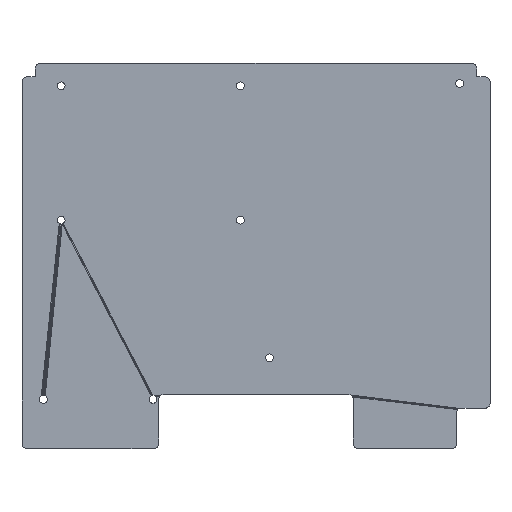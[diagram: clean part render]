
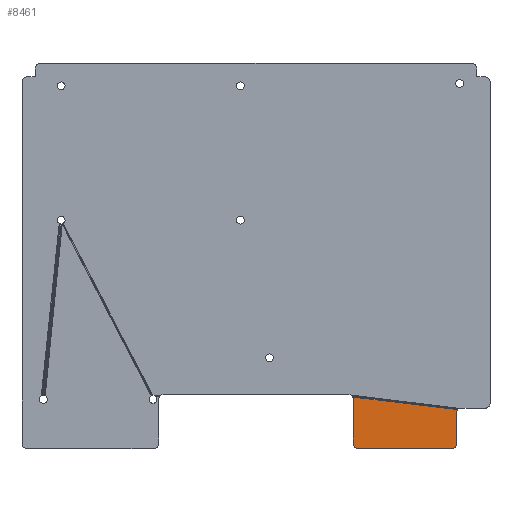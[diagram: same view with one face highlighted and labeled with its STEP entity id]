
A CAD part, top view. The second image highlights one B-rep face of the part: STEP entity #8461.
In plain terms, the highlighted planar face has unit normal (0, 0, 1).
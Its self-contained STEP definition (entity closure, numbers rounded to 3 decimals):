
#6604 = VERTEX_POINT('',#6605);
#6605 = CARTESIAN_POINT('',(158.5,51.,2.82));
#6626 = VERTEX_POINT('',#6627);
#6627 = CARTESIAN_POINT('',(158.432,51.518,
    2.82));
#6634 = EDGE_CURVE('',#6604,#6626,#6635,.T.);
#6635 = LINE('',#6636,#6637);
#6636 = CARTESIAN_POINT('',(158.5,51.,2.82));
#6637 = VECTOR('',#6638,1.);
#6638 = DIRECTION('',(-0.131,0.991,0.));
#6672 = VERTEX_POINT('',#6673);
#6673 = CARTESIAN_POINT('',(158.232,52.,
    2.82));
#6680 = EDGE_CURVE('',#6626,#6672,#6681,.T.);
#6681 = LINE('',#6682,#6683);
#6682 = CARTESIAN_POINT('',(158.432,51.518,
    2.82));
#6683 = VECTOR('',#6684,1.);
#6684 = DIRECTION('',(-0.383,0.924,0.));
#7063 = VERTEX_POINT('',#7064);
#7064 = CARTESIAN_POINT('',(205.086,46.414,
    2.82));
#8461 = ADVANCED_FACE('',(#8462),#8582,.T.);
#8462 = FACE_BOUND('',#8463,.T.);
#8463 = EDGE_LOOP('',(#8464,#8470,#8471,#8472,#8480,#8488,#8496,#8504,
    #8512,#8520,#8528,#8536,#8544,#8552,#8560,#8568,#8576));
#8464 = ORIENTED_EDGE('',*,*,#8465,.F.);
#8465 = EDGE_CURVE('',#6672,#7063,#8466,.T.);
#8466 = LINE('',#8467,#8468);
#8467 = CARTESIAN_POINT('',(158.232,52.,
    2.82));
#8468 = VECTOR('',#8469,1.);
#8469 = DIRECTION('',(0.993,-0.118,0.));
#8470 = ORIENTED_EDGE('',*,*,#6680,.F.);
#8471 = ORIENTED_EDGE('',*,*,#6634,.F.);
#8472 = ORIENTED_EDGE('',*,*,#8473,.F.);
#8473 = EDGE_CURVE('',#8474,#6604,#8476,.T.);
#8474 = VERTEX_POINT('',#8475);
#8475 = CARTESIAN_POINT('',(158.5,31.,2.82));
#8476 = LINE('',#8477,#8478);
#8477 = CARTESIAN_POINT('',(158.5,31.,2.82));
#8478 = VECTOR('',#8479,1.);
#8479 = DIRECTION('',(0.,1.,0.));
#8480 = ORIENTED_EDGE('',*,*,#8481,.F.);
#8481 = EDGE_CURVE('',#8482,#8474,#8484,.T.);
#8482 = VERTEX_POINT('',#8483);
#8483 = CARTESIAN_POINT('',(158.568,30.482,
    2.82));
#8484 = LINE('',#8485,#8486);
#8485 = CARTESIAN_POINT('',(158.568,30.482,
    2.82));
#8486 = VECTOR('',#8487,1.);
#8487 = DIRECTION('',(-0.131,0.991,0.));
#8488 = ORIENTED_EDGE('',*,*,#8489,.F.);
#8489 = EDGE_CURVE('',#8490,#8482,#8492,.T.);
#8490 = VERTEX_POINT('',#8491);
#8491 = CARTESIAN_POINT('',(158.768,30.,
    2.82));
#8492 = LINE('',#8493,#8494);
#8493 = CARTESIAN_POINT('',(158.768,30.,
    2.82));
#8494 = VECTOR('',#8495,1.);
#8495 = DIRECTION('',(-0.383,0.924,0.));
#8496 = ORIENTED_EDGE('',*,*,#8497,.F.);
#8497 = EDGE_CURVE('',#8498,#8490,#8500,.T.);
#8498 = VERTEX_POINT('',#8499);
#8499 = CARTESIAN_POINT('',(159.086,29.586,
    2.82));
#8500 = LINE('',#8501,#8502);
#8501 = CARTESIAN_POINT('',(159.086,29.586,
    2.82));
#8502 = VECTOR('',#8503,1.);
#8503 = DIRECTION('',(-0.609,0.793,0.));
#8504 = ORIENTED_EDGE('',*,*,#8505,.T.);
#8505 = EDGE_CURVE('',#8498,#8506,#8508,.T.);
#8506 = VERTEX_POINT('',#8507);
#8507 = CARTESIAN_POINT('',(160.5,29.,2.82));
#8508 = LINE('',#8509,#8510);
#8509 = CARTESIAN_POINT('',(159.086,29.586,
    2.82));
#8510 = VECTOR('',#8511,1.);
#8511 = DIRECTION('',(0.924,-0.383,0.));
#8512 = ORIENTED_EDGE('',*,*,#8513,.F.);
#8513 = EDGE_CURVE('',#8514,#8506,#8516,.T.);
#8514 = VERTEX_POINT('',#8515);
#8515 = CARTESIAN_POINT('',(202.5,29.,2.82));
#8516 = LINE('',#8517,#8518);
#8517 = CARTESIAN_POINT('',(202.5,29.,2.82));
#8518 = VECTOR('',#8519,1.);
#8519 = DIRECTION('',(-1.,0.,0.));
#8520 = ORIENTED_EDGE('',*,*,#8521,.F.);
#8521 = EDGE_CURVE('',#8522,#8514,#8524,.T.);
#8522 = VERTEX_POINT('',#8523);
#8523 = CARTESIAN_POINT('',(203.914,29.586,
    2.82));
#8524 = LINE('',#8525,#8526);
#8525 = CARTESIAN_POINT('',(203.914,29.586,
    2.82));
#8526 = VECTOR('',#8527,1.);
#8527 = DIRECTION('',(-0.924,-0.383,0.));
#8528 = ORIENTED_EDGE('',*,*,#8529,.T.);
#8529 = EDGE_CURVE('',#8522,#8530,#8532,.T.);
#8530 = VERTEX_POINT('',#8531);
#8531 = CARTESIAN_POINT('',(204.232,30.,
    2.82));
#8532 = LINE('',#8533,#8534);
#8533 = CARTESIAN_POINT('',(203.914,29.586,
    2.82));
#8534 = VECTOR('',#8535,1.);
#8535 = DIRECTION('',(0.609,0.793,0.));
#8536 = ORIENTED_EDGE('',*,*,#8537,.T.);
#8537 = EDGE_CURVE('',#8530,#8538,#8540,.T.);
#8538 = VERTEX_POINT('',#8539);
#8539 = CARTESIAN_POINT('',(204.432,30.482,
    2.82));
#8540 = LINE('',#8541,#8542);
#8541 = CARTESIAN_POINT('',(204.232,30.,
    2.82));
#8542 = VECTOR('',#8543,1.);
#8543 = DIRECTION('',(0.383,0.924,0.));
#8544 = ORIENTED_EDGE('',*,*,#8545,.T.);
#8545 = EDGE_CURVE('',#8538,#8546,#8548,.T.);
#8546 = VERTEX_POINT('',#8547);
#8547 = CARTESIAN_POINT('',(204.5,31.,2.82));
#8548 = LINE('',#8549,#8550);
#8549 = CARTESIAN_POINT('',(204.432,30.482,
    2.82));
#8550 = VECTOR('',#8551,1.);
#8551 = DIRECTION('',(0.131,0.991,0.));
#8552 = ORIENTED_EDGE('',*,*,#8553,.T.);
#8553 = EDGE_CURVE('',#8546,#8554,#8556,.T.);
#8554 = VERTEX_POINT('',#8555);
#8555 = CARTESIAN_POINT('',(204.5,45.,2.82));
#8556 = LINE('',#8557,#8558);
#8557 = CARTESIAN_POINT('',(204.5,31.,2.82));
#8558 = VECTOR('',#8559,1.);
#8559 = DIRECTION('',(0.,1.,0.));
#8560 = ORIENTED_EDGE('',*,*,#8561,.T.);
#8561 = EDGE_CURVE('',#8554,#8562,#8564,.T.);
#8562 = VERTEX_POINT('',#8563);
#8563 = CARTESIAN_POINT('',(204.568,45.518,
    2.82));
#8564 = LINE('',#8565,#8566);
#8565 = CARTESIAN_POINT('',(204.5,45.,2.82));
#8566 = VECTOR('',#8567,1.);
#8567 = DIRECTION('',(0.131,0.991,0.));
#8568 = ORIENTED_EDGE('',*,*,#8569,.T.);
#8569 = EDGE_CURVE('',#8562,#8570,#8572,.T.);
#8570 = VERTEX_POINT('',#8571);
#8571 = CARTESIAN_POINT('',(204.768,46.,
    2.82));
#8572 = LINE('',#8573,#8574);
#8573 = CARTESIAN_POINT('',(204.568,45.518,
    2.82));
#8574 = VECTOR('',#8575,1.);
#8575 = DIRECTION('',(0.383,0.924,0.));
#8576 = ORIENTED_EDGE('',*,*,#8577,.T.);
#8577 = EDGE_CURVE('',#8570,#7063,#8578,.T.);
#8578 = LINE('',#8579,#8580);
#8579 = CARTESIAN_POINT('',(204.768,46.,
    2.82));
#8580 = VECTOR('',#8581,1.);
#8581 = DIRECTION('',(0.609,0.793,0.));
#8582 = PLANE('',#8583);
#8583 = AXIS2_PLACEMENT_3D('',#8584,#8585,#8586);
#8584 = CARTESIAN_POINT('',(180.604,39.41,
    2.82));
#8585 = DIRECTION('',(0.,0.,1.));
#8586 = DIRECTION('',(0.,1.,0.));
